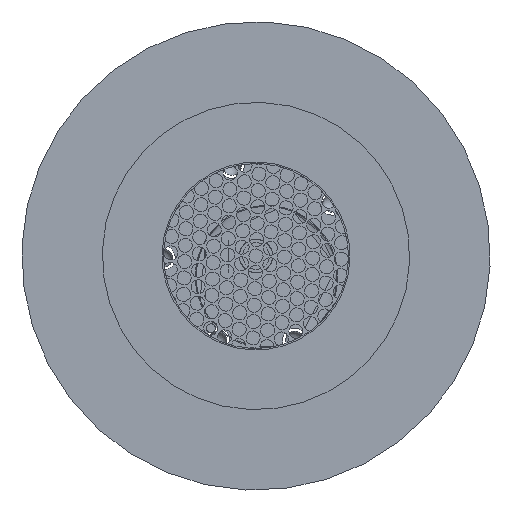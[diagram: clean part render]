
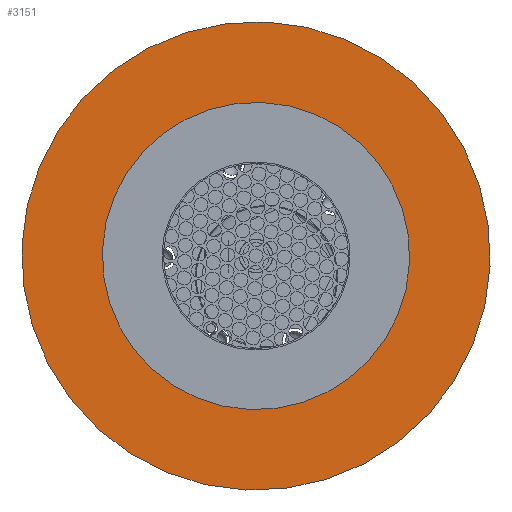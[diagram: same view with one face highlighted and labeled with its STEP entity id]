
A CAD part, front view. The second image highlights one B-rep face of the part: STEP entity #3151.
In plain terms, the highlighted planar face has unit normal (0, -1, 0).
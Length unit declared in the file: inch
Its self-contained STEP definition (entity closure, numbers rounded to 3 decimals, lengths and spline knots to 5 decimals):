
#227 = AXIS2_PLACEMENT_3D ( 'NONE', #11033, #5156, #11990 ) ;
#229 = AXIS2_PLACEMENT_3D ( 'NONE', #2213, #9105, #3170 ) ;
#723 = DIRECTION ( 'NONE',  ( 0.675, 0., 0.737 ) ) ;
#768 = EDGE_LOOP ( 'NONE', ( #12084 ) ) ;
#862 = FACE_BOUND ( 'NONE', #768, .T. ) ;
#1093 = CARTESIAN_POINT ( 'NONE',  ( 1.99992, 0.33758, 0.67665 ) ) ;
#1295 = DIRECTION ( 'NONE',  ( 0., -1., 0. ) ) ;
#1344 = ORIENTED_EDGE ( 'NONE', *, *, #7544, .T. ) ;
#1384 = CARTESIAN_POINT ( 'NONE',  ( 1.46968, 0.33758, 0.0978 ) ) ;
#2213 = CARTESIAN_POINT ( 'NONE',  ( 1.46968, 0.33758, 0.0978 ) ) ;
#3060 = CIRCLE ( 'NONE', #229, 0.785 ) ;
#3151 = ADVANCED_FACE ( 'NONE', ( #862, #8757 ), #3631, .T. ) ;
#3170 = DIRECTION ( 'NONE',  ( 0.675, 0., 0.737 ) ) ;
#3606 = AXIS2_PLACEMENT_3D ( 'NONE', #1384, #1295, #723 ) ;
#3631 = PLANE ( 'NONE',  #3606 ) ;
#5156 = DIRECTION ( 'NONE',  ( 0., 1., 0. ) ) ;
#5267 = VERTEX_POINT ( 'NONE', #8015 ) ;
#7544 = EDGE_CURVE ( 'NONE', #7933, #7933, #3060, .T. ) ;
#7545 = EDGE_CURVE ( 'NONE', #5267, #5267, #8043, .T. ) ;
#7933 = VERTEX_POINT ( 'NONE', #1093 ) ;
#8015 = CARTESIAN_POINT ( 'NONE',  ( 1.12181, 0.33758, -0.28195 ) ) ;
#8043 = CIRCLE ( 'NONE', #227, 0.515 ) ;
#8757 = FACE_OUTER_BOUND ( 'NONE', #8810, .T. ) ;
#8810 = EDGE_LOOP ( 'NONE', ( #1344 ) ) ;
#9105 = DIRECTION ( 'NONE',  ( 0., -1., 0. ) ) ;
#11033 = CARTESIAN_POINT ( 'NONE',  ( 1.46968, 0.33758, 0.0978 ) ) ;
#11990 = DIRECTION ( 'NONE',  ( -0.675, 0., -0.737 ) ) ;
#12084 = ORIENTED_EDGE ( 'NONE', *, *, #7545, .T. ) ;
